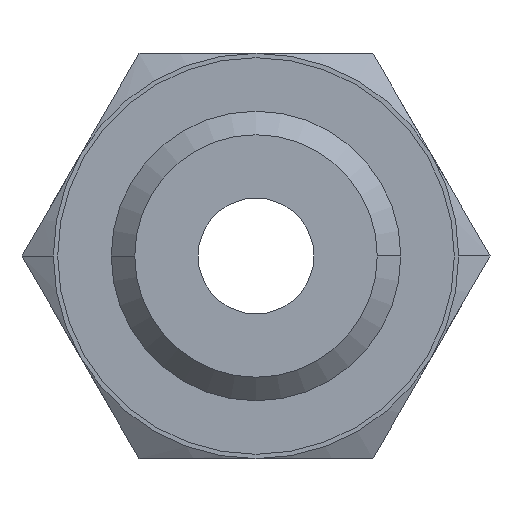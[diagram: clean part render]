
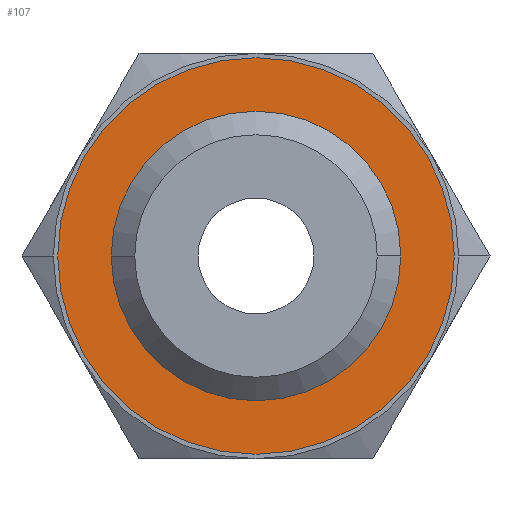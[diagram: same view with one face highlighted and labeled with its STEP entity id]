
A CAD part, front view. The second image highlights one B-rep face of the part: STEP entity #107.
In plain terms, the highlighted planar face has unit normal (0, -1, 0).
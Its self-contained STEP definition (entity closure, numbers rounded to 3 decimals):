
#107=ADVANCED_FACE('',(#238,#239),#240,.T.);
#238=FACE_OUTER_BOUND('',#371,.T.);
#239=FACE_BOUND('',#372,.T.);
#240=PLANE('',#373);
#371=EDGE_LOOP('',(#819,#820));
#372=EDGE_LOOP('',(#821,#822));
#373=AXIS2_PLACEMENT_3D('',#823,#824,#825);
#819=ORIENTED_EDGE('',*,*,#834,.F.);
#820=ORIENTED_EDGE('',*,*,#966,.F.);
#821=ORIENTED_EDGE('',*,*,#840,.T.);
#822=ORIENTED_EDGE('',*,*,#965,.T.);
#823=CARTESIAN_POINT('',(-5.925,6.5,0.0));
#824=DIRECTION('',(0.0,-1.0,-0.0));
#825=DIRECTION('',(1.0,0.0,0.0));
#834=EDGE_CURVE('',#967,#970,#971,.T.);
#840=EDGE_CURVE('',#976,#980,#982,.T.);
#965=EDGE_CURVE('',#980,#976,#1177,.T.);
#966=EDGE_CURVE('',#970,#967,#1178,.T.);
#967=VERTEX_POINT('',#1179);
#970=VERTEX_POINT('',#1183);
#971=CIRCLE('',#1184,6.85);
#976=VERTEX_POINT('',#1190);
#980=VERTEX_POINT('',#1195);
#982=CIRCLE('',#1198,5.0);
#1177=CIRCLE('',#1949,5.0);
#1178=CIRCLE('',#1950,6.85);
#1179=CARTESIAN_POINT('',(-6.85,6.5,0.0));
#1183=CARTESIAN_POINT('',(6.85,6.5,0.));
#1184=AXIS2_PLACEMENT_3D('',#1952,#1953,#1954);
#1190=CARTESIAN_POINT('',(-5.0,6.5,0.0));
#1195=CARTESIAN_POINT('',(5.0,6.5,0.));
#1198=AXIS2_PLACEMENT_3D('',#1964,#1965,#1966);
#1949=AXIS2_PLACEMENT_3D('',#2139,#2140,#2141);
#1950=AXIS2_PLACEMENT_3D('',#2142,#2143,#2144);
#1952=CARTESIAN_POINT('',(0.0,6.5,0.0));
#1953=DIRECTION('',(0.0,1.0,0.0));
#1954=DIRECTION('',(-1.0,0.0,0.0));
#1964=CARTESIAN_POINT('',(0.0,6.5,0.0));
#1965=DIRECTION('',(0.0,1.0,0.0));
#1966=DIRECTION('',(-1.0,0.0,0.0));
#2139=CARTESIAN_POINT('',(0.0,6.5,0.0));
#2140=DIRECTION('',(0.0,1.0,0.0));
#2141=DIRECTION('',(-1.0,0.0,0.0));
#2142=CARTESIAN_POINT('',(0.0,6.5,0.0));
#2143=DIRECTION('',(0.0,1.0,0.0));
#2144=DIRECTION('',(-1.0,0.0,0.0));
